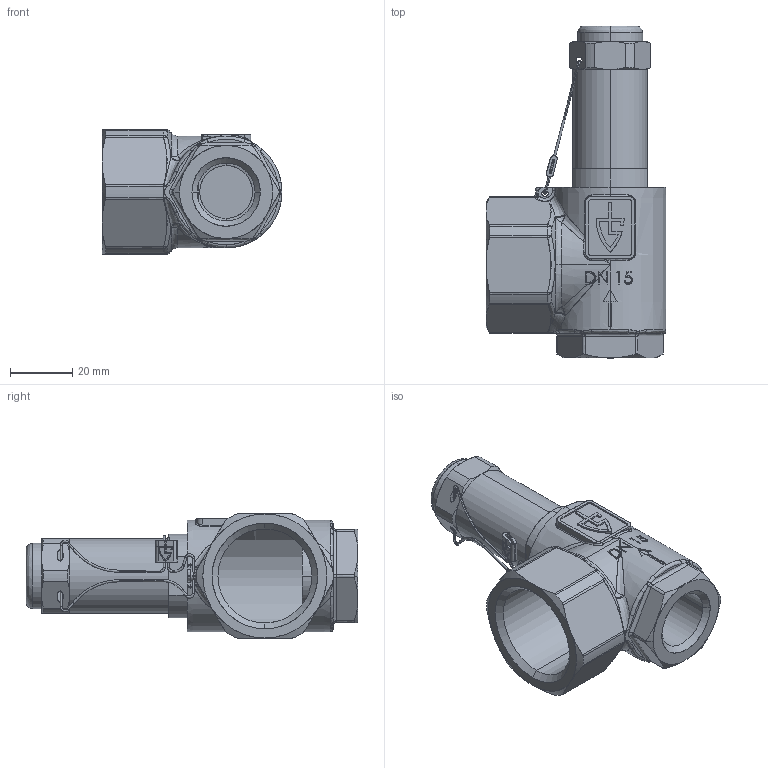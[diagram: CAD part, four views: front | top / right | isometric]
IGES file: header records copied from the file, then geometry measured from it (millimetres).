
Start section: SolidWorks IGES file using analytic representation for surfaces
Global section: file name: 851tGO_15_FF_1525 PTFE.IGS; native system: SolidWorks 2018; preprocessor: SolidWorks 2018; author: Stavrianos; date: 190118.080611; units: millimetre
Bounding box: 58 x 107 x 40 mm (x, y, z)
Surface area: 19410.4 mm2 (no closed solid volume)
Topology: 0 solids, 0 shells, 621 faces, 7162 edges, 7150 vertices
Faces by surface type: bspline 420, revolution 201
